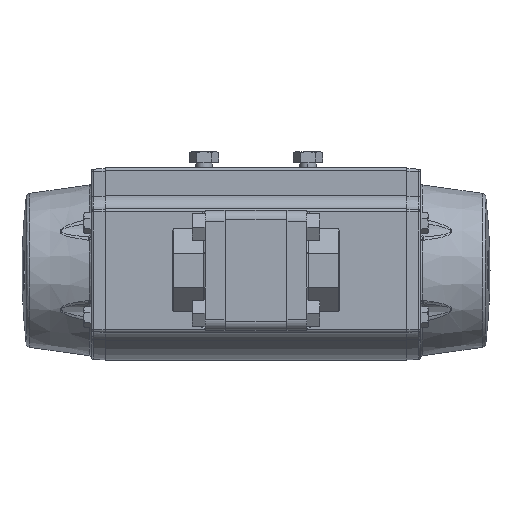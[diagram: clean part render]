
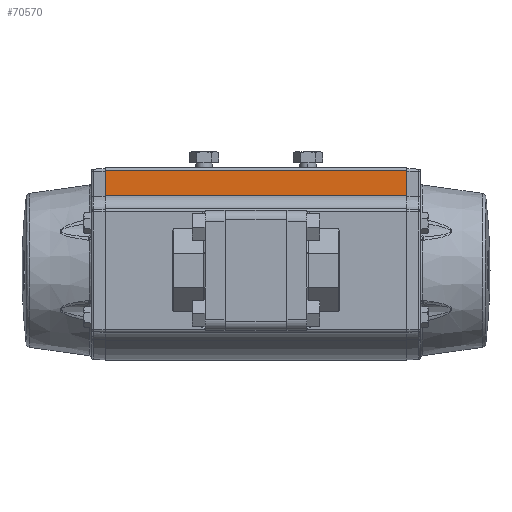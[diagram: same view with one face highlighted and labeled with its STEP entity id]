
A CAD part, front view. The second image highlights one B-rep face of the part: STEP entity #70570.
In plain terms, the highlighted planar face has unit normal (0, -1, 0).
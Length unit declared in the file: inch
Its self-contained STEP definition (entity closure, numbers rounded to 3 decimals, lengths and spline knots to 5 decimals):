
#5229 = EDGE_CURVE ( 'NONE', #16559, #10892, #46140, .T. ) ;
#6501 = DIRECTION ( 'NONE',  ( 1., 0., 0. ) ) ;
#10105 = LINE ( 'NONE', #24860, #46656 ) ;
#10748 = CARTESIAN_POINT ( 'NONE',  ( 4.22638, 4.79268, 2.08661 ) ) ;
#10892 = VERTEX_POINT ( 'NONE', #83880 ) ;
#11725 = VECTOR ( 'NONE', #32061, 39.37008 ) ;
#13159 = LINE ( 'NONE', #20085, #84052 ) ;
#14946 = DIRECTION ( 'NONE',  ( 0., -1., 0. ) ) ;
#16559 = VERTEX_POINT ( 'NONE', #82514 ) ;
#17648 = VERTEX_POINT ( 'NONE', #10748 ) ;
#20085 = CARTESIAN_POINT ( 'NONE',  ( 4.22638, 4.79268, 2.79528 ) ) ;
#21373 = VERTEX_POINT ( 'NONE', #65666 ) ;
#24860 = CARTESIAN_POINT ( 'NONE',  ( 4.22638, 4.79268, -1.73228 ) ) ;
#25256 = ORIENTED_EDGE ( 'NONE', *, *, #38208, .T. ) ;
#32061 = DIRECTION ( 'NONE',  ( 0., 0., 1. ) ) ;
#33654 = AXIS2_PLACEMENT_3D ( 'NONE', #56101, #14946, #62994 ) ;
#38208 = EDGE_CURVE ( 'NONE', #16559, #17648, #46838, .T. ) ;
#40489 = ORIENTED_EDGE ( 'NONE', *, *, #82549, .T. ) ;
#42028 = PLANE ( 'NONE',  #33654 ) ;
#46140 = LINE ( 'NONE', #66547, #11725 ) ;
#46656 = VECTOR ( 'NONE', #79737, 39.37008 ) ;
#46838 = LINE ( 'NONE', #65212, #81163 ) ;
#52665 = EDGE_LOOP ( 'NONE', ( #72800, #69035, #25256, #40489 ) ) ;
#56101 = CARTESIAN_POINT ( 'NONE',  ( 4.22638, 4.79268, 2.08661 ) ) ;
#62994 = DIRECTION ( 'NONE',  ( 1., 0., 0. ) ) ;
#65212 = CARTESIAN_POINT ( 'NONE',  ( 4.22638, 4.79268, 2.08661 ) ) ;
#65666 = CARTESIAN_POINT ( 'NONE',  ( 4.22638, 4.79268, 2.79528 ) ) ;
#65823 = FACE_OUTER_BOUND ( 'NONE', #52665, .T. ) ;
#66547 = CARTESIAN_POINT ( 'NONE',  ( -4.22638, 4.79268, -1.73228 ) ) ;
#69035 = ORIENTED_EDGE ( 'NONE', *, *, #5229, .F. ) ;
#70570 = ADVANCED_FACE ( 'NONE', ( #65823 ), #42028, .T. ) ;
#72103 = DIRECTION ( 'NONE',  ( 1., 0., 0. ) ) ;
#72800 = ORIENTED_EDGE ( 'NONE', *, *, #73124, .F. ) ;
#73124 = EDGE_CURVE ( 'NONE', #10892, #21373, #13159, .T. ) ;
#79737 = DIRECTION ( 'NONE',  ( 0., 0., 1. ) ) ;
#81163 = VECTOR ( 'NONE', #72103, 39.37008 ) ;
#82514 = CARTESIAN_POINT ( 'NONE',  ( -4.22638, 4.79268, 2.08661 ) ) ;
#82549 = EDGE_CURVE ( 'NONE', #17648, #21373, #10105, .T. ) ;
#83880 = CARTESIAN_POINT ( 'NONE',  ( -4.22638, 4.79268, 2.79528 ) ) ;
#84052 = VECTOR ( 'NONE', #6501, 39.37008 ) ;
